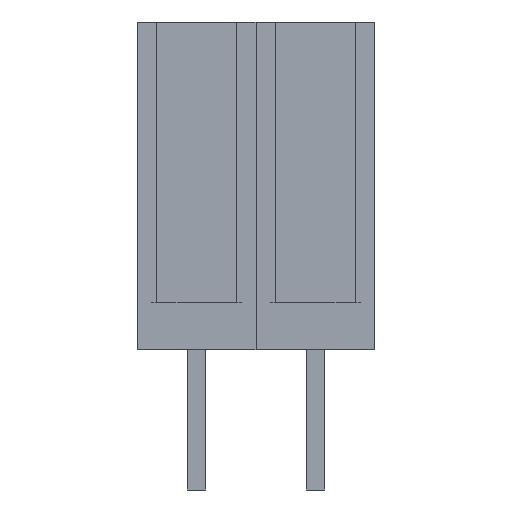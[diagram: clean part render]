
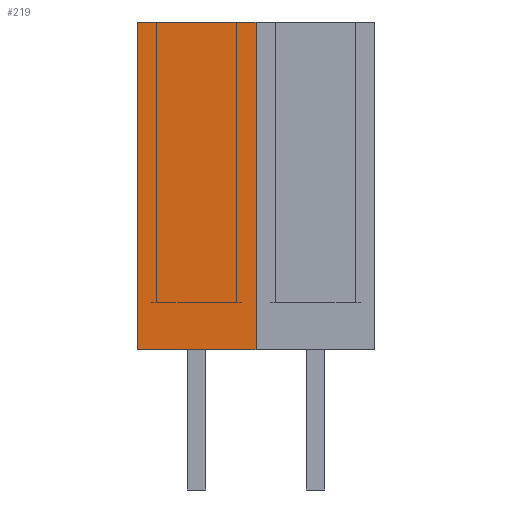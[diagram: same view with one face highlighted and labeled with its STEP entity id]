
A CAD part, front view. The second image highlights one B-rep face of the part: STEP entity #219.
In plain terms, the highlighted planar face has unit normal (0, -1, 0).
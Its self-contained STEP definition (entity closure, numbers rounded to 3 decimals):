
#13=DIRECTION('',(0.,0.,1.));
#14=DIRECTION('',(1.,0.,0.));
#195=EDGE_CURVE('',#196,#198,#200,.T.);
#196=VERTEX_POINT('',#197);
#197=CARTESIAN_POINT('',(-1.27,-1.271,0.));
#198=VERTEX_POINT('',#199);
#199=CARTESIAN_POINT('',(-1.27,-1.271,7.));
#200=LINE('',#197,#201);
#201=VECTOR('',#13,1.);
#208=DIRECTION('',(0.,1.,0.));
#219=ADVANCED_FACE('',(#220),#237,.F.);
#220=FACE_BOUND('',#221,.F.);
#221=EDGE_LOOP('',(#222,#228,#229,#234));
#222=ORIENTED_EDGE('',*,*,#223,.F.);
#223=EDGE_CURVE('',#196,#224,#226,.T.);
#224=VERTEX_POINT('',#225);
#225=CARTESIAN_POINT('',(1.27,-1.271,0.));
#226=LINE('',#197,#227);
#227=VECTOR('',#14,1.);
#228=ORIENTED_EDGE('',*,*,#195,.T.);
#229=ORIENTED_EDGE('',*,*,#230,.T.);
#230=EDGE_CURVE('',#198,#231,#233,.T.);
#231=VERTEX_POINT('',#232);
#232=CARTESIAN_POINT('',(1.27,-1.271,7.));
#233=LINE('',#199,#227);
#234=ORIENTED_EDGE('',*,*,#235,.F.);
#235=EDGE_CURVE('',#224,#231,#236,.T.);
#236=LINE('',#225,#201);
#237=PLANE('',#238);
#238=AXIS2_PLACEMENT_3D('',#197,#208,#13);
